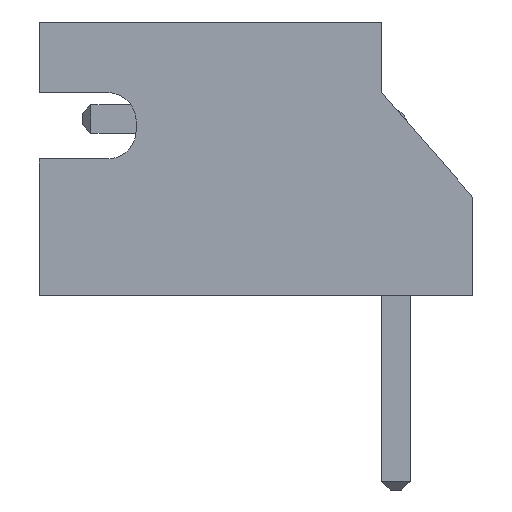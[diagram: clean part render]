
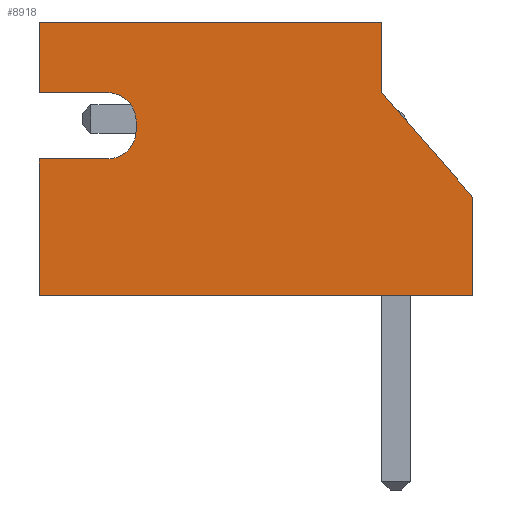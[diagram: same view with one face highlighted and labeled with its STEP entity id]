
A CAD part, left-side view. The second image highlights one B-rep face of the part: STEP entity #8918.
In plain terms, the highlighted planar face has unit normal (-1, 0, 0).
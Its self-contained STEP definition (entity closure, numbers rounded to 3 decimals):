
#333=CIRCLE('',#9452,0.5);
#335=CIRCLE('',#9456,0.5);
#468=FACE_OUTER_BOUND('',#958,.T.);
#958=EDGE_LOOP('',(#5785,#5786,#5787,#5788,#5789,#5790,#5791,#5792,#5793,
#5794,#5795,#5796));
#1417=LINE('',#11988,#2433);
#1566=LINE('',#12281,#2582);
#1569=LINE('',#12295,#2585);
#1572=LINE('',#12301,#2588);
#1576=LINE('',#12311,#2592);
#1581=LINE('',#12320,#2597);
#1585=LINE('',#12332,#2601);
#1594=LINE('',#12351,#2610);
#1608=LINE('',#12384,#2624);
#1609=LINE('',#12385,#2625);
#2433=VECTOR('',#9937,1.);
#2582=VECTOR('',#10142,1.);
#2585=VECTOR('',#10163,1.);
#2588=VECTOR('',#10168,1.);
#2592=VECTOR('',#10174,1.);
#2597=VECTOR('',#10181,1.);
#2601=VECTOR('',#10193,1.);
#2610=VECTOR('',#10210,1.);
#2624=VECTOR('',#10234,1.);
#2625=VECTOR('',#10235,1.);
#3449=VERTEX_POINT('',#11985);
#3450=VERTEX_POINT('',#11987);
#3564=VERTEX_POINT('',#12275);
#3566=VERTEX_POINT('',#12279);
#3568=VERTEX_POINT('',#12293);
#3570=VERTEX_POINT('',#12299);
#3574=VERTEX_POINT('',#12308);
#3575=VERTEX_POINT('',#12310);
#3578=VERTEX_POINT('',#12318);
#3579=VERTEX_POINT('',#12322);
#3582=VERTEX_POINT('',#12330);
#3602=VERTEX_POINT('',#12383);
#4259=EDGE_CURVE('',#3450,#3449,#1417,.T.);
#4408=EDGE_CURVE('',#3564,#3566,#1566,.T.);
#4411=EDGE_CURVE('',#3568,#3566,#1569,.T.);
#4414=EDGE_CURVE('',#3570,#3568,#1572,.T.);
#4418=EDGE_CURVE('',#3574,#3575,#1576,.T.);
#4423=EDGE_CURVE('',#3578,#3449,#1581,.T.);
#4424=EDGE_CURVE('',#3579,#3578,#333,.T.);
#4429=EDGE_CURVE('',#3582,#3579,#1585,.T.);
#4430=EDGE_CURVE('',#3575,#3582,#335,.T.);
#4440=EDGE_CURVE('',#3574,#3564,#1594,.T.);
#4456=EDGE_CURVE('',#3602,#3570,#1608,.T.);
#4457=EDGE_CURVE('',#3450,#3602,#1609,.T.);
#5785=ORIENTED_EDGE('',*,*,#4411,.F.);
#5786=ORIENTED_EDGE('',*,*,#4414,.F.);
#5787=ORIENTED_EDGE('',*,*,#4456,.F.);
#5788=ORIENTED_EDGE('',*,*,#4457,.F.);
#5789=ORIENTED_EDGE('',*,*,#4259,.T.);
#5790=ORIENTED_EDGE('',*,*,#4423,.F.);
#5791=ORIENTED_EDGE('',*,*,#4424,.F.);
#5792=ORIENTED_EDGE('',*,*,#4429,.F.);
#5793=ORIENTED_EDGE('',*,*,#4430,.F.);
#5794=ORIENTED_EDGE('',*,*,#4418,.F.);
#5795=ORIENTED_EDGE('',*,*,#4440,.T.);
#5796=ORIENTED_EDGE('',*,*,#4408,.T.);
#8056=PLANE('',#9463);
#8918=ADVANCED_FACE('',(#468),#8056,.F.);
#9452=AXIS2_PLACEMENT_3D('',#12323,#10184,#10185);
#9456=AXIS2_PLACEMENT_3D('',#12334,#10196,#10197);
#9463=AXIS2_PLACEMENT_3D('',#12382,#10232,#10233);
#9937=DIRECTION('',(0.,0.,-1.));
#10142=DIRECTION('',(0.,-1.,0.));
#10163=DIRECTION('',(0.,0.,-1.));
#10168=DIRECTION('',(0.,-0.658,-0.753));
#10174=DIRECTION('',(0.,-1.,0.));
#10181=DIRECTION('',(0.,1.,0.));
#10184=DIRECTION('center_axis',(-1.,0.,0.));
#10185=DIRECTION('ref_axis',(0.,-1.,0.));
#10193=DIRECTION('',(0.,0.,1.));
#10196=DIRECTION('center_axis',(-1.,0.,0.));
#10197=DIRECTION('ref_axis',(0.,-1.,0.));
#10210=DIRECTION('',(0.,0.,-1.));
#10232=DIRECTION('center_axis',(1.,0.,0.));
#10233=DIRECTION('ref_axis',(0.,0.,-1.));
#10234=DIRECTION('',(0.,0.,-1.));
#10235=DIRECTION('',(0.,-1.,0.));
#11985=CARTESIAN_POINT('',(-8.95,6.266,3.663));
#11987=CARTESIAN_POINT('',(-8.95,6.266,4.9));
#11988=CARTESIAN_POINT('',(-8.95,6.266,4.9));
#12275=CARTESIAN_POINT('',(-8.95,6.266,0.1));
#12279=CARTESIAN_POINT('',(-8.95,-1.334,0.1));
#12281=CARTESIAN_POINT('',(-8.95,6.266,0.1));
#12293=CARTESIAN_POINT('',(-8.95,-1.334,1.833));
#12295=CARTESIAN_POINT('',(-8.95,-1.334,4.9));
#12299=CARTESIAN_POINT('',(-8.95,0.266,3.663));
#12301=CARTESIAN_POINT('',(-8.95,0.266,3.663));
#12308=CARTESIAN_POINT('',(-8.95,6.266,2.5));
#12310=CARTESIAN_POINT('',(-8.95,5.066,2.5));
#12311=CARTESIAN_POINT('',(-8.95,6.266,2.5));
#12318=CARTESIAN_POINT('',(-8.95,5.066,3.663));
#12320=CARTESIAN_POINT('',(-8.95,6.266,3.663));
#12322=CARTESIAN_POINT('',(-8.95,4.566,3.163));
#12323=CARTESIAN_POINT('Origin',(-8.95,5.066,3.163));
#12330=CARTESIAN_POINT('',(-8.95,4.566,3.));
#12332=CARTESIAN_POINT('',(-8.95,4.566,3.));
#12334=CARTESIAN_POINT('Origin',(-8.95,5.066,3.));
#12351=CARTESIAN_POINT('',(-8.95,6.266,4.9));
#12382=CARTESIAN_POINT('Origin',(-8.95,6.266,4.9));
#12383=CARTESIAN_POINT('',(-8.95,0.266,4.9));
#12384=CARTESIAN_POINT('',(-8.95,0.266,4.9));
#12385=CARTESIAN_POINT('',(-8.95,6.266,4.9));
